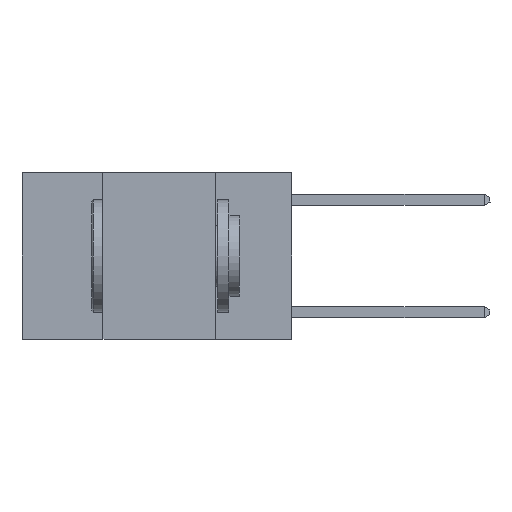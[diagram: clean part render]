
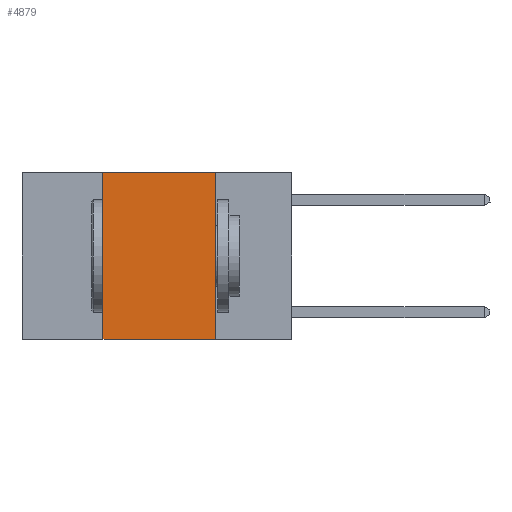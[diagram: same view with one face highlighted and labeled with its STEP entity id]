
A CAD part, left-side view. The second image highlights one B-rep face of the part: STEP entity #4879.
In plain terms, the highlighted planar face has unit normal (-1, 0, 0).
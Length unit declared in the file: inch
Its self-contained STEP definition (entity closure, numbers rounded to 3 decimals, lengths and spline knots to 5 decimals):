
#287 = EDGE_CURVE ( 'NONE', #829, #1522, #932, .T. ) ;
#829 = VERTEX_POINT ( 'NONE', #1118 ) ;
#932 = LINE ( 'NONE', #7351, #3777 ) ;
#1118 = CARTESIAN_POINT ( 'NONE',  ( 0., 0.17, 0. ) ) ;
#1119 = VERTEX_POINT ( 'NONE', #8934 ) ;
#1522 = VERTEX_POINT ( 'NONE', #7945 ) ;
#1910 = CARTESIAN_POINT ( 'NONE',  ( 0., 0.6, 0. ) ) ;
#1967 = ORIENTED_EDGE ( 'NONE', *, *, #8943, .F. ) ;
#2009 = ORIENTED_EDGE ( 'NONE', *, *, #3681, .F. ) ;
#2018 = ORIENTED_EDGE ( 'NONE', *, *, #287, .F. ) ;
#2287 = DIRECTION ( 'NONE',  ( 0., 0., -1. ) ) ;
#2338 = DIRECTION ( 'NONE',  ( 1., 0., 0. ) ) ;
#2411 = VECTOR ( 'NONE', #5937, 39.37008 ) ;
#2459 = FACE_OUTER_BOUND ( 'NONE', #6735, .T. ) ;
#2507 = LINE ( 'NONE', #1910, #2411 ) ;
#2891 = PLANE ( 'NONE',  #7385 ) ;
#2949 = VECTOR ( 'NONE', #3061, 39.37008 ) ;
#3061 = DIRECTION ( 'NONE',  ( 0., -1., 0. ) ) ;
#3225 = LINE ( 'NONE', #6975, #2949 ) ;
#3681 = EDGE_CURVE ( 'NONE', #1119, #829, #2507, .T. ) ;
#3777 = VECTOR ( 'NONE', #5093, 39.37008 ) ;
#3879 = CARTESIAN_POINT ( 'NONE',  ( 0., 0.6, 0. ) ) ;
#4603 = EDGE_CURVE ( 'NONE', #7471, #1522, #3225, .T. ) ;
#4879 = ADVANCED_FACE ( 'NONE', ( #2459 ), #2891, .F. ) ;
#5093 = DIRECTION ( 'NONE',  ( 0., 0., -1. ) ) ;
#5202 = LINE ( 'NONE', #8639, #8294 ) ;
#5685 = CARTESIAN_POINT ( 'NONE',  ( 0., 0.42, -0.37 ) ) ;
#5937 = DIRECTION ( 'NONE',  ( 0., -1., 0. ) ) ;
#6668 = ORIENTED_EDGE ( 'NONE', *, *, #4603, .T. ) ;
#6735 = EDGE_LOOP ( 'NONE', ( #2018, #2009, #1967, #6668 ) ) ;
#6975 = CARTESIAN_POINT ( 'NONE',  ( 0., 0.6, -0.37 ) ) ;
#7351 = CARTESIAN_POINT ( 'NONE',  ( 0., 0.17, 0. ) ) ;
#7385 = AXIS2_PLACEMENT_3D ( 'NONE', #3879, #2338, #2287 ) ;
#7471 = VERTEX_POINT ( 'NONE', #5685 ) ;
#7945 = CARTESIAN_POINT ( 'NONE',  ( 0., 0.17, -0.37 ) ) ;
#8294 = VECTOR ( 'NONE', #8587, 39.37008 ) ;
#8587 = DIRECTION ( 'NONE',  ( 0., 0., 1. ) ) ;
#8639 = CARTESIAN_POINT ( 'NONE',  ( 0., 0.42, 0. ) ) ;
#8934 = CARTESIAN_POINT ( 'NONE',  ( 0., 0.42, 0. ) ) ;
#8943 = EDGE_CURVE ( 'NONE', #7471, #1119, #5202, .T. ) ;
